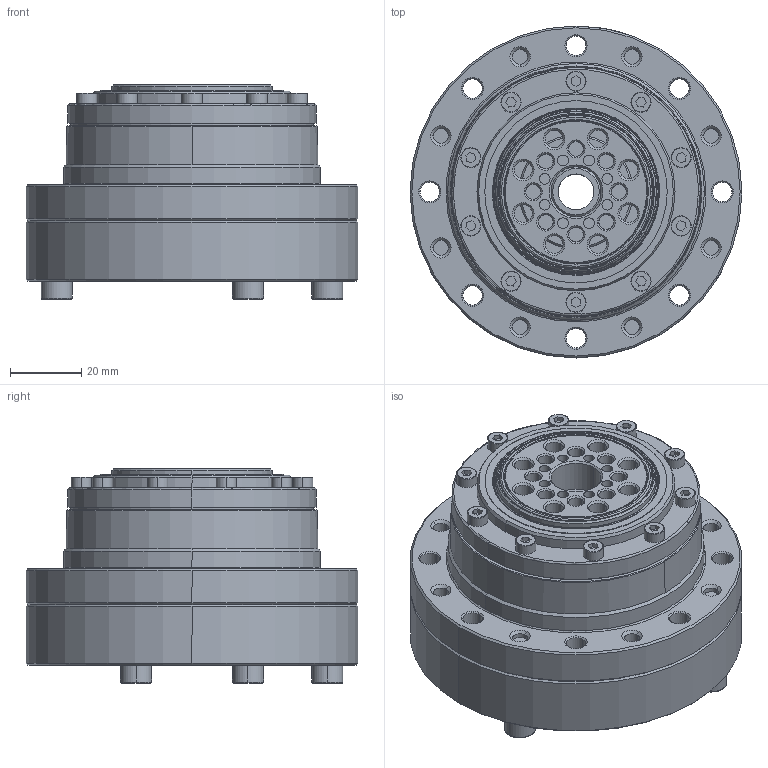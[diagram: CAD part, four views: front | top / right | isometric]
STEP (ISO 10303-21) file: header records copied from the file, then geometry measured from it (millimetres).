
FILE_DESCRIPTION (( 'STEP AP214' ), '1' );
FILE_NAME ('outside_C006500_CSG-20-xxx-2UH-LW-SP-B.STEP', '2020-11-30T09:54:29', ( '' ), ( '' ), 'SwSTEP 2.0', 'SolidWorks 2018', '' );
FILE_SCHEMA (( 'AUTOMOTIVE_DESIGN' ));
Length unit declared in the file: millimetre
Products named in the file (3): outside_C006500_CSG-20-xx-2UH-LW-SP-B_fixed; outside_C006500_CSG-20-xxx-2UH-LW-SP-B_output; outside_C006500_CSG-20-xxx-2UH-LW-SP-B
Assembly tree (2 placements, depth 2):
  outside_C006500_CSG-20-xxx-2UH-LW-SP-B
    outside_C006500_CSG-20-xxx-2UH-LW-SP-B_output
    outside_C006500_CSG-20-xx-2UH-LW-SP-B_fixed
Bounding box: 93 x 93 x 60 mm (x, y, z)
Volume: 229789.4 mm3; surface area: 64911.4 mm2
Topology: 2 solids, 2 shells, 1731 faces, 4619 edges, 2982 vertices
Faces by surface type: cylinder 509, torus 487, plane 361, cone 210, bspline 164
Entity records: 90902 total; most frequent: CARTESIAN_POINT 32149, ORIENTED_EDGE 9220, DIRECTION 7507, EDGE_CURVE 4610, AXIS2_PLACEMENT_3D 3204, VERTEX_POINT 2982, EDGE_LOOP 1912, B_SPLINE_CURVE_WITH_KNOTS 1806
